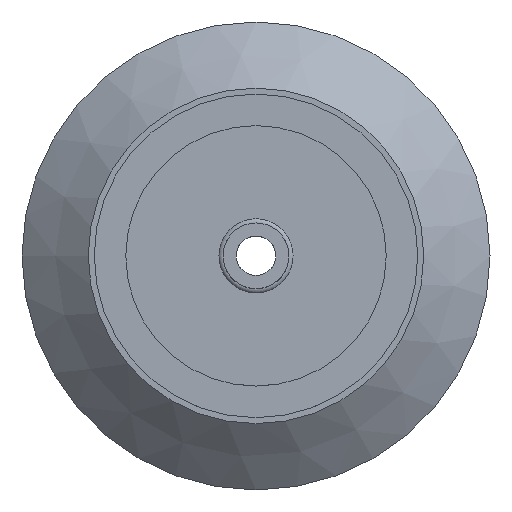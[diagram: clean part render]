
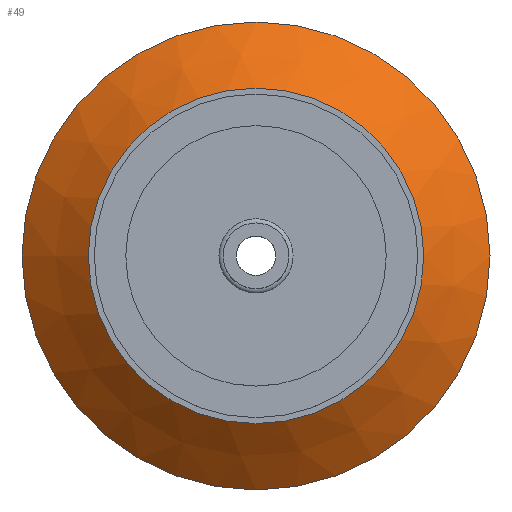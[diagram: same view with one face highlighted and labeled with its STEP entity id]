
A CAD part, top view. The second image highlights one B-rep face of the part: STEP entity #49.
In plain terms, the highlighted conical face has half-angle 50.194 degrees and reference radius 57.5 mm.
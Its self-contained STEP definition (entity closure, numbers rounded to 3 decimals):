
#49 = ADVANCED_FACE( '', ( #88, #89 ), #90, .T. );
#88 = FACE_BOUND( '', #181, .T. );
#89 = FACE_OUTER_BOUND( '', #182, .T. );
#90 = CONICAL_SURFACE( '', #183, 57.5, 0.876 );
#181 = EDGE_LOOP( '', ( #276 ) );
#182 = EDGE_LOOP( '', ( #277 ) );
#183 = AXIS2_PLACEMENT_3D( '', #278, #279, #280 );
#276 = ORIENTED_EDGE( '', *, *, #482, .T. );
#277 = ORIENTED_EDGE( '', *, *, #483, .F. );
#278 = CARTESIAN_POINT( '', ( 0., 0., -18.5 ) );
#279 = DIRECTION( '', ( 0., 0., -1. ) );
#280 = DIRECTION( '', ( -1., 0., 0. ) );
#482 = EDGE_CURVE( '', #536, #536, #537, .T. );
#483 = EDGE_CURVE( '', #538, #538, #539, .T. );
#536 = VERTEX_POINT( '', #628 );
#537 = CIRCLE( '', #629, 42.5 );
#538 = VERTEX_POINT( '', #630 );
#539 = CIRCLE( '', #631, 59.3 );
#628 = CARTESIAN_POINT( '', ( -42.5, 0., -6. ) );
#629 = AXIS2_PLACEMENT_3D( '', #746, #747, #748 );
#630 = CARTESIAN_POINT( '', ( -59.3, 0., -20. ) );
#631 = AXIS2_PLACEMENT_3D( '', #749, #750, #751 );
#746 = CARTESIAN_POINT( '', ( 0., 0., -6. ) );
#747 = DIRECTION( '', ( 0., 0., -1. ) );
#748 = DIRECTION( '', ( -1., 0., 0. ) );
#749 = CARTESIAN_POINT( '', ( 0., 0., -20. ) );
#750 = DIRECTION( '', ( 0., 0., -1. ) );
#751 = DIRECTION( '', ( -1., 0., 0. ) );
